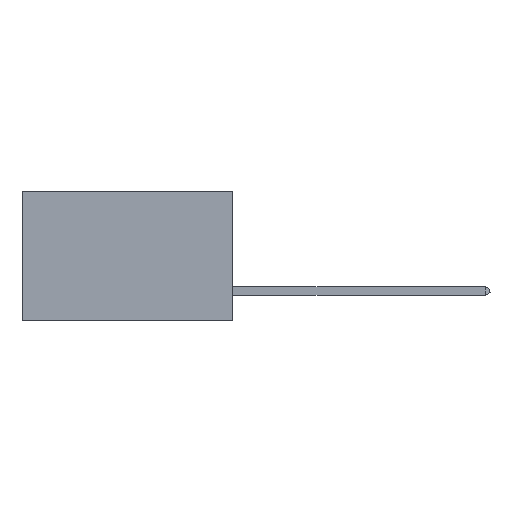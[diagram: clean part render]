
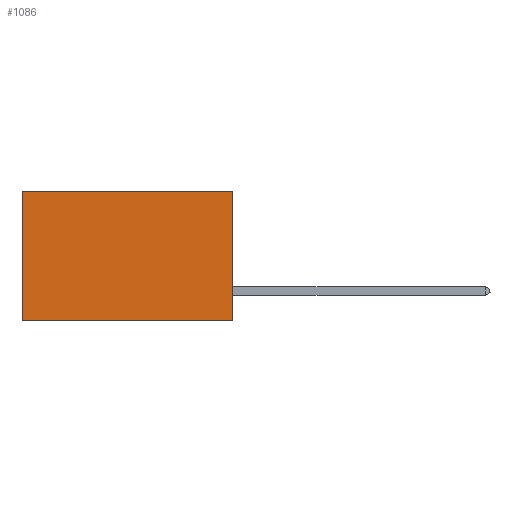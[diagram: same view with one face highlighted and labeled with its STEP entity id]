
A CAD part, left-side view. The second image highlights one B-rep face of the part: STEP entity #1086.
In plain terms, the highlighted planar face has unit normal (-1, 0, 0).
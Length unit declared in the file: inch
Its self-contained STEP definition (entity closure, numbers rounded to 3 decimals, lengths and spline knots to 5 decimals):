
#74 = VECTOR ( 'NONE', #11220, 39.37008 ) ;
#360 = VECTOR ( 'NONE', #807, 39.37008 ) ;
#807 = DIRECTION ( 'NONE',  ( 0., 0., -1. ) ) ;
#910 = EDGE_CURVE ( 'NONE', #17767, #14602, #15353, .T. ) ;
#1078 = CARTESIAN_POINT ( 'NONE',  ( 0.2875, 0.6, -0.37 ) ) ;
#1086 = ADVANCED_FACE ( 'NONE', ( #5048 ), #1749, .F. ) ;
#1319 = CARTESIAN_POINT ( 'NONE',  ( 0.2875, 0.6, 0. ) ) ;
#1749 = PLANE ( 'NONE',  #2614 ) ;
#2614 = AXIS2_PLACEMENT_3D ( 'NONE', #17770, #9017, #8886 ) ;
#3453 = ORIENTED_EDGE ( 'NONE', *, *, #18161, .T. ) ;
#3675 = ORIENTED_EDGE ( 'NONE', *, *, #910, .F. ) ;
#4104 = VERTEX_POINT ( 'NONE', #1319 ) ;
#4678 = LINE ( 'NONE', #4974, #360 ) ;
#4912 = ORIENTED_EDGE ( 'NONE', *, *, #9563, .T. ) ;
#4974 = CARTESIAN_POINT ( 'NONE',  ( 0.2875, 0., 0. ) ) ;
#5048 = FACE_OUTER_BOUND ( 'NONE', #6377, .T. ) ;
#5829 = CARTESIAN_POINT ( 'NONE',  ( 0.2875, 0., 0. ) ) ;
#6377 = EDGE_LOOP ( 'NONE', ( #4912, #3675, #6622, #3453 ) ) ;
#6622 = ORIENTED_EDGE ( 'NONE', *, *, #16972, .F. ) ;
#7717 = CARTESIAN_POINT ( 'NONE',  ( 0.2875, 0., -0.37 ) ) ;
#8057 = LINE ( 'NONE', #8536, #74 ) ;
#8536 = CARTESIAN_POINT ( 'NONE',  ( 0.2875, 0., 0. ) ) ;
#8886 = DIRECTION ( 'NONE',  ( 0., 0., -1. ) ) ;
#8941 = VERTEX_POINT ( 'NONE', #5829 ) ;
#9017 = DIRECTION ( 'NONE',  ( 1., 0., 0. ) ) ;
#9361 = VECTOR ( 'NONE', #14325, 39.37008 ) ;
#9563 = EDGE_CURVE ( 'NONE', #4104, #14602, #10500, .T. ) ;
#10500 = LINE ( 'NONE', #15259, #13058 ) ;
#11220 = DIRECTION ( 'NONE',  ( 0., 1., 0. ) ) ;
#12647 = CARTESIAN_POINT ( 'NONE',  ( 0.2875, 0., -0.37 ) ) ;
#13058 = VECTOR ( 'NONE', #13920, 39.37008 ) ;
#13920 = DIRECTION ( 'NONE',  ( 0., 0., -1. ) ) ;
#14325 = DIRECTION ( 'NONE',  ( 0., 1., 0. ) ) ;
#14602 = VERTEX_POINT ( 'NONE', #1078 ) ;
#15259 = CARTESIAN_POINT ( 'NONE',  ( 0.2875, 0.6, 0. ) ) ;
#15353 = LINE ( 'NONE', #12647, #9361 ) ;
#16972 = EDGE_CURVE ( 'NONE', #8941, #17767, #4678, .T. ) ;
#17767 = VERTEX_POINT ( 'NONE', #7717 ) ;
#17770 = CARTESIAN_POINT ( 'NONE',  ( 0.2875, 0., 0. ) ) ;
#18161 = EDGE_CURVE ( 'NONE', #8941, #4104, #8057, .T. ) ;
